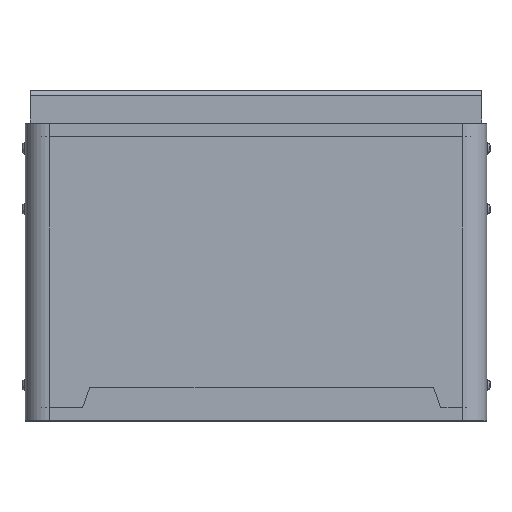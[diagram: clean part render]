
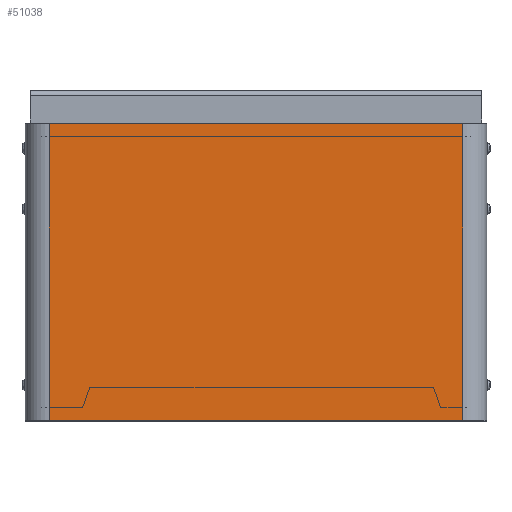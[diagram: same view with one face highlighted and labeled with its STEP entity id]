
A CAD part, top view. The second image highlights one B-rep face of the part: STEP entity #51038.
In plain terms, the highlighted planar face has unit normal (0, 0, 1).
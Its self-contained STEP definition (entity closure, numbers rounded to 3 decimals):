
#1836 = VECTOR ( 'NONE', #54182, 39.37 ) ;
#8415 = EDGE_CURVE ( 'NONE', #38560, #47901, #81768, .T. ) ;
#10835 = LINE ( 'NONE', #53038, #92240 ) ;
#13078 = CARTESIAN_POINT ( 'NONE',  ( -4.7, -6.45, 4.499 ) ) ;
#16874 = ORIENTED_EDGE ( 'NONE', *, *, #72564, .T. ) ;
#17833 = FACE_OUTER_BOUND ( 'NONE', #71642, .T. ) ;
#18867 = DIRECTION ( 'NONE',  ( -1., 0., 0. ) ) ;
#24999 = LINE ( 'NONE', #105750, #1836 ) ;
#26843 = CARTESIAN_POINT ( 'NONE',  ( 4.7, 0.3, 4.499 ) ) ;
#31597 = CARTESIAN_POINT ( 'NONE',  ( 4.7, 0.3, 4.499 ) ) ;
#32140 = DIRECTION ( 'NONE',  ( 0., -1., 0. ) ) ;
#36714 = VERTEX_POINT ( 'NONE', #87282 ) ;
#38560 = VERTEX_POINT ( 'NONE', #57691 ) ;
#40445 = ORIENTED_EDGE ( 'NONE', *, *, #70534, .F. ) ;
#40872 = CARTESIAN_POINT ( 'NONE',  ( -4.7, 0.3, 4.499 ) ) ;
#47679 = CARTESIAN_POINT ( 'NONE',  ( 4.7, 0.3, 4.499 ) ) ;
#47901 = VERTEX_POINT ( 'NONE', #13078 ) ;
#48680 = VERTEX_POINT ( 'NONE', #31597 ) ;
#51038 = ADVANCED_FACE ( 'NONE', ( #17833 ), #99618, .T. ) ;
#53038 = CARTESIAN_POINT ( 'NONE',  ( 4.7, -6.45, 4.499 ) ) ;
#54182 = DIRECTION ( 'NONE',  ( 0., -1., 0. ) ) ;
#54387 = LINE ( 'NONE', #26843, #66593 ) ;
#56371 = DIRECTION ( 'NONE',  ( 1., 0., 0. ) ) ;
#57691 = CARTESIAN_POINT ( 'NONE',  ( -4.7, 0.3, 4.499 ) ) ;
#61413 = VECTOR ( 'NONE', #32140, 39.37 ) ;
#66593 = VECTOR ( 'NONE', #104987, 39.37 ) ;
#70534 = EDGE_CURVE ( 'NONE', #48680, #36714, #24999, .T. ) ;
#71642 = EDGE_LOOP ( 'NONE', ( #108703, #40445, #16874, #87370 ) ) ;
#72564 = EDGE_CURVE ( 'NONE', #48680, #38560, #54387, .T. ) ;
#75875 = EDGE_CURVE ( 'NONE', #36714, #47901, #10835, .T. ) ;
#78544 = AXIS2_PLACEMENT_3D ( 'NONE', #47679, #108331, #56371 ) ;
#81768 = LINE ( 'NONE', #40872, #61413 ) ;
#87282 = CARTESIAN_POINT ( 'NONE',  ( 4.7, -6.45, 4.499 ) ) ;
#87370 = ORIENTED_EDGE ( 'NONE', *, *, #8415, .T. ) ;
#92240 = VECTOR ( 'NONE', #18867, 39.37 ) ;
#99618 = PLANE ( 'NONE',  #78544 ) ;
#104987 = DIRECTION ( 'NONE',  ( -1., 0., 0. ) ) ;
#105750 = CARTESIAN_POINT ( 'NONE',  ( 4.7, 0.3, 4.499 ) ) ;
#108331 = DIRECTION ( 'NONE',  ( 0., 0., 1. ) ) ;
#108703 = ORIENTED_EDGE ( 'NONE', *, *, #75875, .F. ) ;
